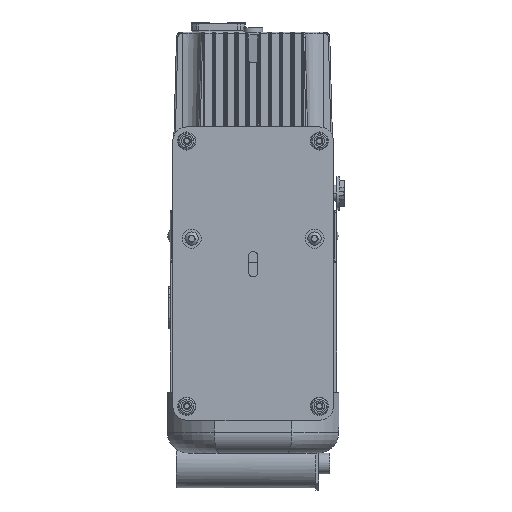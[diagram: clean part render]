
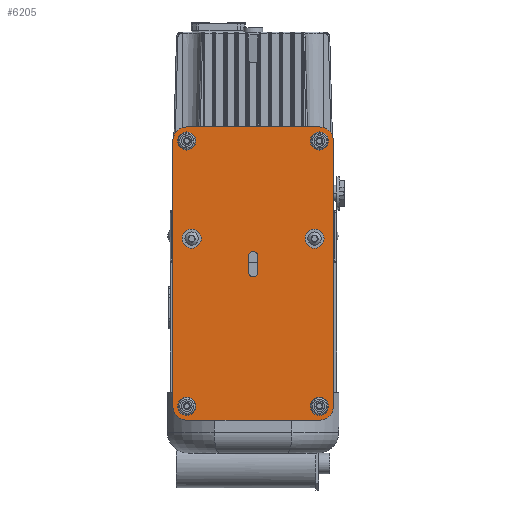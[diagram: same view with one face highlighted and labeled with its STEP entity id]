
A CAD part, front view. The second image highlights one B-rep face of the part: STEP entity #6205.
In plain terms, the highlighted planar face has unit normal (0, -1, 0).
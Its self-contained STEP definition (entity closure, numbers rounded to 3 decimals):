
#5055=CARTESIAN_POINT('',(57.5,-67.0,37.5));
#5056=VERTEX_POINT('',#5055);
#5057=CARTESIAN_POINT('',(57.5,-67.0,-152.5));
#5058=VERTEX_POINT('',#5057);
#5059=CARTESIAN_POINT('',(57.5,-67.0,37.5));
#5060=DIRECTION('',(0.0,0.0,-1.0));
#5061=VECTOR('',#5060,190.0);
#5062=LINE('',#5059,#5061);
#5063=EDGE_CURVE('',#5056,#5058,#5062,.T.);
#5086=CARTESIAN_POINT('',(47.5,-67.0,47.5));
#5087=VERTEX_POINT('',#5086);
#5088=CARTESIAN_POINT('',(47.5,-67.0,37.5));
#5089=DIRECTION('',(0.0,1.0,0.0));
#5090=DIRECTION('',(0.0,0.0,1.0));
#5091=AXIS2_PLACEMENT_3D('',#5088,#5089,#5090);
#5092=CIRCLE('',#5091,10.);
#5093=EDGE_CURVE('',#5087,#5056,#5092,.T.);
#5111=CARTESIAN_POINT('',(-47.5,-67.0,47.5));
#5112=VERTEX_POINT('',#5111);
#5113=CARTESIAN_POINT('',(-47.5,-67.0,47.5));
#5114=DIRECTION('',(1.0,0.0,0.0));
#5115=VECTOR('',#5114,95.0);
#5116=LINE('',#5113,#5115);
#5117=EDGE_CURVE('',#5112,#5087,#5116,.T.);
#5135=CARTESIAN_POINT('',(-57.5,-67.0,37.5));
#5136=VERTEX_POINT('',#5135);
#5137=CARTESIAN_POINT('',(-47.5,-67.0,37.5));
#5138=DIRECTION('',(0.0,1.0,0.0));
#5139=DIRECTION('',(-1.0,0.0,0.0));
#5140=AXIS2_PLACEMENT_3D('',#5137,#5138,#5139);
#5141=CIRCLE('',#5140,10.);
#5142=EDGE_CURVE('',#5136,#5112,#5141,.T.);
#5160=CARTESIAN_POINT('',(-57.5,-67.0,-152.5));
#5161=VERTEX_POINT('',#5160);
#5162=CARTESIAN_POINT('',(-57.5,-67.0,-152.5));
#5163=DIRECTION('',(0.0,0.0,1.0));
#5164=VECTOR('',#5163,190.0);
#5165=LINE('',#5162,#5164);
#5166=EDGE_CURVE('',#5161,#5136,#5165,.T.);
#5184=CARTESIAN_POINT('',(-47.5,-67.0,-162.5));
#5185=VERTEX_POINT('',#5184);
#5186=CARTESIAN_POINT('',(-47.5,-67.0,-152.5));
#5187=DIRECTION('',(0.0,1.0,0.0));
#5188=DIRECTION('',(0.0,0.0,-1.0));
#5189=AXIS2_PLACEMENT_3D('',#5186,#5187,#5188);
#5190=CIRCLE('',#5189,10.0);
#5191=EDGE_CURVE('',#5185,#5161,#5190,.T.);
#5209=CARTESIAN_POINT('',(47.5,-67.0,-162.5));
#5210=VERTEX_POINT('',#5209);
#5211=CARTESIAN_POINT('',(47.5,-67.0,-162.5));
#5212=DIRECTION('',(-1.0,0.0,0.0));
#5213=VECTOR('',#5212,95.);
#5214=LINE('',#5211,#5213);
#5215=EDGE_CURVE('',#5210,#5185,#5214,.T.);
#5233=CARTESIAN_POINT('',(47.5,-67.0,-152.5));
#5234=DIRECTION('',(0.0,1.0,0.0));
#5235=DIRECTION('',(1.0,0.0,0.0));
#5236=AXIS2_PLACEMENT_3D('',#5233,#5234,#5235);
#5237=CIRCLE('',#5236,10.0);
#5238=EDGE_CURVE('',#5058,#5210,#5237,.T.);
#5252=CARTESIAN_POINT('',(3.3,-67.0,-56.5));
#5253=VERTEX_POINT('',#5252);
#5260=CARTESIAN_POINT('',(3.3,-67.0,-45.0));
#5261=VERTEX_POINT('',#5260);
#5262=CARTESIAN_POINT('',(3.3,-67.0,-45.0));
#5263=DIRECTION('',(0.0,0.0,-1.0));
#5264=VECTOR('',#5263,11.5);
#5265=LINE('',#5262,#5264);
#5266=EDGE_CURVE('',#5261,#5253,#5265,.T.);
#5283=CARTESIAN_POINT('',(-3.3,-67.0,-56.5));
#5284=VERTEX_POINT('',#5283);
#5291=CARTESIAN_POINT('',(0.,-67.0,-56.5));
#5292=DIRECTION('',(0.0,1.0,0.0));
#5293=DIRECTION('',(0.0,0.0,1.0));
#5294=AXIS2_PLACEMENT_3D('',#5291,#5292,#5293);
#5295=CIRCLE('',#5294,3.3);
#5296=EDGE_CURVE('',#5253,#5284,#5295,.T.);
#5308=CARTESIAN_POINT('',(-3.3,-67.0,-45.0));
#5309=VERTEX_POINT('',#5308);
#5316=CARTESIAN_POINT('',(-3.3,-67.0,-56.5));
#5317=DIRECTION('',(0.0,0.0,1.0));
#5318=VECTOR('',#5317,11.5);
#5319=LINE('',#5316,#5318);
#5320=EDGE_CURVE('',#5284,#5309,#5319,.T.);
#5333=CARTESIAN_POINT('',(0.,-67.0,-45.0));
#5334=DIRECTION('',(0.0,1.0,0.0));
#5335=DIRECTION('',(0.0,0.0,1.0));
#5336=AXIS2_PLACEMENT_3D('',#5333,#5334,#5335);
#5337=CIRCLE('',#5336,3.3);
#5338=EDGE_CURVE('',#5309,#5261,#5337,.T.);
#5506=CARTESIAN_POINT('',(-47.5,-67.,-146.0));
#5507=VERTEX_POINT('',#5506);
#5508=CARTESIAN_POINT('',(-47.5,-67.0,-152.5));
#5509=DIRECTION('',(0.0,1.0,0.0));
#5510=DIRECTION('',(0.0,0.0,1.0));
#5511=AXIS2_PLACEMENT_3D('',#5508,#5509,#5510);
#5512=CIRCLE('',#5511,6.5);
#5513=EDGE_CURVE('',#5507,#5507,#5512,.T.);
#5772=CARTESIAN_POINT('',(-47.5,-67.,44.));
#5773=VERTEX_POINT('',#5772);
#5774=CARTESIAN_POINT('',(-47.5,-67.0,37.5));
#5775=DIRECTION('',(0.0,1.0,0.0));
#5776=DIRECTION('',(0.0,0.0,1.0));
#5777=AXIS2_PLACEMENT_3D('',#5774,#5775,#5776);
#5778=CIRCLE('',#5777,6.5);
#5779=EDGE_CURVE('',#5773,#5773,#5778,.T.);
#6038=CARTESIAN_POINT('',(47.5,-67.,44.0));
#6039=VERTEX_POINT('',#6038);
#6040=CARTESIAN_POINT('',(47.5,-67.0,37.5));
#6041=DIRECTION('',(0.0,1.0,0.0));
#6042=DIRECTION('',(0.0,0.0,1.0));
#6043=AXIS2_PLACEMENT_3D('',#6040,#6041,#6042);
#6044=CIRCLE('',#6043,6.5);
#6045=EDGE_CURVE('',#6039,#6039,#6044,.T.);
#6142=CARTESIAN_POINT('',(0.,-67.0,-57.5));
#6143=DIRECTION('',(0.0,1.0,0.0));
#6144=DIRECTION('',(-1.0,0.0,0.0));
#6145=AXIS2_PLACEMENT_3D('',#6142,#6143,#6144);
#6146=PLANE('',#6145);
#6147=ORIENTED_EDGE('',*,*,#5238,.F.);
#6148=ORIENTED_EDGE('',*,*,#5063,.F.);
#6149=ORIENTED_EDGE('',*,*,#5093,.F.);
#6150=ORIENTED_EDGE('',*,*,#5117,.F.);
#6151=ORIENTED_EDGE('',*,*,#5142,.F.);
#6152=ORIENTED_EDGE('',*,*,#5166,.F.);
#6153=ORIENTED_EDGE('',*,*,#5191,.F.);
#6154=ORIENTED_EDGE('',*,*,#5215,.F.);
#6155=EDGE_LOOP('',(#6147,#6148,#6149,#6150,#6151,#6152,#6153,#6154));
#6156=FACE_OUTER_BOUND('',#6155,.T.);
#6157=CARTESIAN_POINT('',(50.8,-67.,-32.5));
#6158=VERTEX_POINT('',#6157);
#6159=CARTESIAN_POINT('',(44.0,-67.0,-32.5));
#6160=DIRECTION('',(0.0,1.0,0.0));
#6161=DIRECTION('',(1.0,0.0,0.0));
#6162=AXIS2_PLACEMENT_3D('',#6159,#6160,#6161);
#6163=CIRCLE('',#6162,6.8);
#6164=EDGE_CURVE('',#6158,#6158,#6163,.T.);
#6165=ORIENTED_EDGE('',*,*,#6164,.T.);
#6166=EDGE_LOOP('',(#6165));
#6167=FACE_BOUND('',#6166,.T.);
#6168=CARTESIAN_POINT('',(-37.2,-67.,-32.5));
#6169=VERTEX_POINT('',#6168);
#6170=CARTESIAN_POINT('',(-44.0,-67.0,-32.5));
#6171=DIRECTION('',(0.0,1.0,0.0));
#6172=DIRECTION('',(1.0,0.0,0.0));
#6173=AXIS2_PLACEMENT_3D('',#6170,#6171,#6172);
#6174=CIRCLE('',#6173,6.8);
#6175=EDGE_CURVE('',#6169,#6169,#6174,.T.);
#6176=ORIENTED_EDGE('',*,*,#6175,.T.);
#6177=EDGE_LOOP('',(#6176));
#6178=FACE_BOUND('',#6177,.T.);
#6179=ORIENTED_EDGE('',*,*,#6045,.T.);
#6180=EDGE_LOOP('',(#6179));
#6181=FACE_BOUND('',#6180,.T.);
#6182=ORIENTED_EDGE('',*,*,#5513,.T.);
#6183=EDGE_LOOP('',(#6182));
#6184=FACE_BOUND('',#6183,.T.);
#6185=ORIENTED_EDGE('',*,*,#5296,.T.);
#6186=ORIENTED_EDGE('',*,*,#5320,.T.);
#6187=ORIENTED_EDGE('',*,*,#5338,.T.);
#6188=ORIENTED_EDGE('',*,*,#5266,.T.);
#6189=EDGE_LOOP('',(#6185,#6186,#6187,#6188));
#6190=FACE_BOUND('',#6189,.T.);
#6191=ORIENTED_EDGE('',*,*,#5779,.T.);
#6192=EDGE_LOOP('',(#6191));
#6193=FACE_BOUND('',#6192,.T.);
#6194=CARTESIAN_POINT('',(47.5,-67.,-146.0));
#6195=VERTEX_POINT('',#6194);
#6196=CARTESIAN_POINT('',(47.5,-67.0,-152.5));
#6197=DIRECTION('',(0.0,1.0,0.0));
#6198=DIRECTION('',(0.0,0.0,1.0));
#6199=AXIS2_PLACEMENT_3D('',#6196,#6197,#6198);
#6200=CIRCLE('',#6199,6.5);
#6201=EDGE_CURVE('',#6195,#6195,#6200,.T.);
#6202=ORIENTED_EDGE('',*,*,#6201,.T.);
#6203=EDGE_LOOP('',(#6202));
#6204=FACE_BOUND('',#6203,.T.);
#6205=ADVANCED_FACE('',(#6156,#6167,#6178,#6181,#6184,#6190,#6193,#6204),#6146,.F.);
